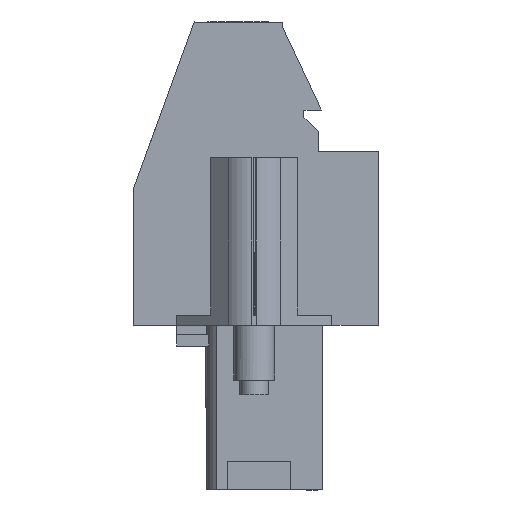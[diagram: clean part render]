
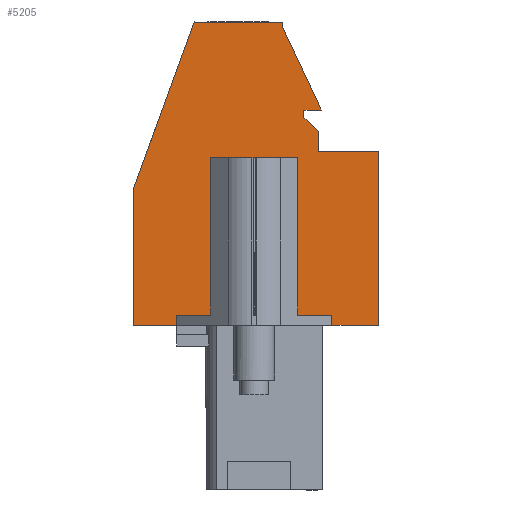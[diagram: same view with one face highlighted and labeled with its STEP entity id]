
A CAD part, left-side view. The second image highlights one B-rep face of the part: STEP entity #5205.
In plain terms, the highlighted planar face has unit normal (-1, 0, 0).
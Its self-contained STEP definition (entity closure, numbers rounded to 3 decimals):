
#1991=AXIS2_PLACEMENT_3D('Plane Axis2P3D',#1988,#1989,#1990) ;
#107=CARTESIAN_POINT('Line Origine',(3.47,1.125,7.95)) ;
#111=CARTESIAN_POINT('Vertex',(3.47,2.25,7.95)) ;
#113=CARTESIAN_POINT('Vertex',(3.47,0.,7.95)) ;
#162=CARTESIAN_POINT('Vertex',(3.47,9.75,7.95)) ;
#165=CARTESIAN_POINT('Line Origine',(3.47,10.79,7.95)) ;
#169=CARTESIAN_POINT('Vertex',(3.47,11.83,7.95)) ;
#1988=CARTESIAN_POINT('Axis2P3D Location',(3.47,12.132,0.)) ;
#5093=CARTESIAN_POINT('Line Origine',(3.47,0.,12.15)) ;
#5097=CARTESIAN_POINT('Vertex',(3.47,0.,16.35)) ;
#5100=CARTESIAN_POINT('Line Origine',(3.47,1.45,16.35)) ;
#5104=CARTESIAN_POINT('Vertex',(3.47,2.9,16.35)) ;
#5107=CARTESIAN_POINT('Line Origine',(3.47,2.9,16.825)) ;
#5111=CARTESIAN_POINT('Vertex',(3.47,2.9,17.3)) ;
#5114=CARTESIAN_POINT('Line Origine',(3.47,3.25,17.65)) ;
#5118=CARTESIAN_POINT('Vertex',(3.47,3.6,18.)) ;
#5121=CARTESIAN_POINT('Line Origine',(3.47,3.6,18.175)) ;
#5125=CARTESIAN_POINT('Vertex',(3.47,3.6,18.35)) ;
#5128=CARTESIAN_POINT('Line Origine',(3.47,3.18,18.35)) ;
#5132=CARTESIAN_POINT('Vertex',(3.47,2.76,18.35)) ;
#5135=CARTESIAN_POINT('Line Origine',(3.47,3.704,20.375)) ;
#5139=CARTESIAN_POINT('Vertex',(3.47,4.649,22.4)) ;
#5142=CARTESIAN_POINT('Line Origine',(3.47,4.649,22.5)) ;
#5146=CARTESIAN_POINT('Vertex',(3.47,4.649,22.6)) ;
#5149=CARTESIAN_POINT('Line Origine',(3.47,6.778,22.6)) ;
#5153=CARTESIAN_POINT('Vertex',(3.47,8.908,22.6)) ;
#5156=CARTESIAN_POINT('Line Origine',(3.47,10.369,18.586)) ;
#5160=CARTESIAN_POINT('Vertex',(3.47,11.83,14.572)) ;
#5163=CARTESIAN_POINT('Line Origine',(3.47,11.83,11.261)) ;
#5168=CARTESIAN_POINT('Line Origine',(3.47,9.75,8.2)) ;
#5172=CARTESIAN_POINT('Vertex',(3.47,9.75,8.45)) ;
#5175=CARTESIAN_POINT('Line Origine',(3.47,6.,8.45)) ;
#5179=CARTESIAN_POINT('Vertex',(3.47,2.25,8.45)) ;
#5182=CARTESIAN_POINT('Line Origine',(3.47,2.25,8.2)) ;
#108=DIRECTION('Vector Direction',(0.,1.,0.)) ;
#166=DIRECTION('Vector Direction',(0.,-1.,0.)) ;
#1989=DIRECTION('Axis2P3D Direction',(-1.,0.,0.)) ;
#1990=DIRECTION('Axis2P3D XDirection',(0.,-1.,0.)) ;
#5094=DIRECTION('Vector Direction',(0.,0.,1.)) ;
#5101=DIRECTION('Vector Direction',(0.,1.,0.)) ;
#5108=DIRECTION('Vector Direction',(0.,0.,1.)) ;
#5115=DIRECTION('Vector Direction',(0.,0.707,0.707)) ;
#5122=DIRECTION('Vector Direction',(0.,0.,1.)) ;
#5129=DIRECTION('Vector Direction',(0.,-1.,0.)) ;
#5136=DIRECTION('Vector Direction',(0.,0.423,0.906)) ;
#5143=DIRECTION('Vector Direction',(0.,0.,1.)) ;
#5150=DIRECTION('Vector Direction',(0.,1.,0.)) ;
#5157=DIRECTION('Vector Direction',(0.,0.342,-0.94)) ;
#5164=DIRECTION('Vector Direction',(0.,0.,1.)) ;
#5169=DIRECTION('Vector Direction',(0.,0.,1.)) ;
#5176=DIRECTION('Vector Direction',(0.,1.,0.)) ;
#5183=DIRECTION('Vector Direction',(0.,0.,1.)) ;
#109=VECTOR('Line Direction',#108,1.) ;
#167=VECTOR('Line Direction',#166,1.) ;
#5095=VECTOR('Line Direction',#5094,1.) ;
#5102=VECTOR('Line Direction',#5101,1.) ;
#5109=VECTOR('Line Direction',#5108,1.) ;
#5116=VECTOR('Line Direction',#5115,1.) ;
#5123=VECTOR('Line Direction',#5122,1.) ;
#5130=VECTOR('Line Direction',#5129,1.) ;
#5137=VECTOR('Line Direction',#5136,1.) ;
#5144=VECTOR('Line Direction',#5143,1.) ;
#5151=VECTOR('Line Direction',#5150,1.) ;
#5158=VECTOR('Line Direction',#5157,1.) ;
#5165=VECTOR('Line Direction',#5164,1.) ;
#5170=VECTOR('Line Direction',#5169,1.) ;
#5177=VECTOR('Line Direction',#5176,1.) ;
#5184=VECTOR('Line Direction',#5183,1.) ;
#5188=ORIENTED_EDGE('',*,*,#115,.T.) ;
#5189=ORIENTED_EDGE('',*,*,#5099,.T.) ;
#5190=ORIENTED_EDGE('',*,*,#5106,.T.) ;
#5191=ORIENTED_EDGE('',*,*,#5113,.T.) ;
#5192=ORIENTED_EDGE('',*,*,#5120,.T.) ;
#5193=ORIENTED_EDGE('',*,*,#5127,.T.) ;
#5194=ORIENTED_EDGE('',*,*,#5134,.T.) ;
#5195=ORIENTED_EDGE('',*,*,#5141,.T.) ;
#5196=ORIENTED_EDGE('',*,*,#5148,.T.) ;
#5197=ORIENTED_EDGE('',*,*,#5155,.T.) ;
#5198=ORIENTED_EDGE('',*,*,#5162,.T.) ;
#5199=ORIENTED_EDGE('',*,*,#5167,.T.) ;
#5200=ORIENTED_EDGE('',*,*,#171,.F.) ;
#5201=ORIENTED_EDGE('',*,*,#5174,.T.) ;
#5202=ORIENTED_EDGE('',*,*,#5181,.F.) ;
#5203=ORIENTED_EDGE('',*,*,#5186,.F.) ;
#5205=ADVANCED_FACE('HOUSING',(#5204),#1992,.T.) ;
#115=EDGE_CURVE('',#112,#114,#110,.F.) ;
#171=EDGE_CURVE('',#163,#170,#168,.F.) ;
#5099=EDGE_CURVE('',#114,#5098,#5096,.T.) ;
#5106=EDGE_CURVE('',#5098,#5105,#5103,.T.) ;
#5113=EDGE_CURVE('',#5105,#5112,#5110,.T.) ;
#5120=EDGE_CURVE('',#5112,#5119,#5117,.T.) ;
#5127=EDGE_CURVE('',#5119,#5126,#5124,.T.) ;
#5134=EDGE_CURVE('',#5126,#5133,#5131,.T.) ;
#5141=EDGE_CURVE('',#5133,#5140,#5138,.T.) ;
#5148=EDGE_CURVE('',#5140,#5147,#5145,.T.) ;
#5155=EDGE_CURVE('',#5147,#5154,#5152,.T.) ;
#5162=EDGE_CURVE('',#5154,#5161,#5159,.T.) ;
#5167=EDGE_CURVE('',#5161,#170,#5166,.F.) ;
#5174=EDGE_CURVE('',#163,#5173,#5171,.T.) ;
#5181=EDGE_CURVE('',#5180,#5173,#5178,.T.) ;
#5186=EDGE_CURVE('',#112,#5180,#5185,.T.) ;
#5187=EDGE_LOOP('',(#5188,#5189,#5190,#5191,#5192,#5193,#5194,#5195,#5196,#5197,#5198,#5199,#5200,#5201,#5202,#5203)) ;
#5204=FACE_OUTER_BOUND('',#5187,.T.) ;
#110=LINE('Line',#107,#109) ;
#168=LINE('Line',#165,#167) ;
#5096=LINE('Line',#5093,#5095) ;
#5103=LINE('Line',#5100,#5102) ;
#5110=LINE('Line',#5107,#5109) ;
#5117=LINE('Line',#5114,#5116) ;
#5124=LINE('Line',#5121,#5123) ;
#5131=LINE('Line',#5128,#5130) ;
#5138=LINE('Line',#5135,#5137) ;
#5145=LINE('Line',#5142,#5144) ;
#5152=LINE('Line',#5149,#5151) ;
#5159=LINE('Line',#5156,#5158) ;
#5166=LINE('Line',#5163,#5165) ;
#5171=LINE('Line',#5168,#5170) ;
#5178=LINE('Line',#5175,#5177) ;
#5185=LINE('Line',#5182,#5184) ;
#1992=PLANE('',#1991) ;
#112=VERTEX_POINT('',#111) ;
#114=VERTEX_POINT('',#113) ;
#163=VERTEX_POINT('',#162) ;
#170=VERTEX_POINT('',#169) ;
#5098=VERTEX_POINT('',#5097) ;
#5105=VERTEX_POINT('',#5104) ;
#5112=VERTEX_POINT('',#5111) ;
#5119=VERTEX_POINT('',#5118) ;
#5126=VERTEX_POINT('',#5125) ;
#5133=VERTEX_POINT('',#5132) ;
#5140=VERTEX_POINT('',#5139) ;
#5147=VERTEX_POINT('',#5146) ;
#5154=VERTEX_POINT('',#5153) ;
#5161=VERTEX_POINT('',#5160) ;
#5173=VERTEX_POINT('',#5172) ;
#5180=VERTEX_POINT('',#5179) ;
